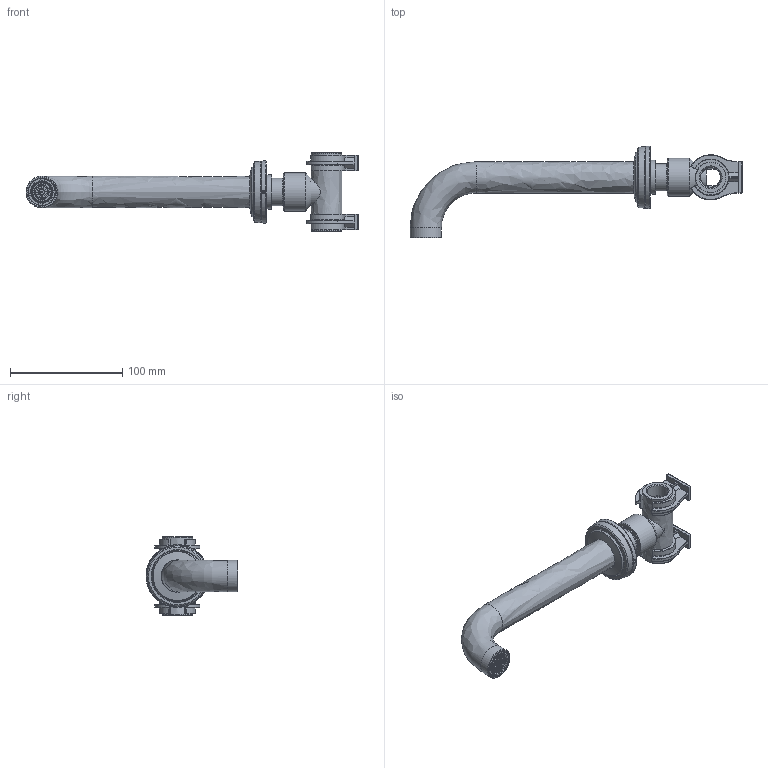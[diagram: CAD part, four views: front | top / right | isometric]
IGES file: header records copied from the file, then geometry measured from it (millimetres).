
Global section: file name: T1146; native system: Autodesk Inventor 2024; preprocessor: unknown; author: aprice; date: 20241104.104559; units: millimetre
Bounding box: 295.91 x 81.95 x 70 mm (x, y, z)
Volume: 141936.4 mm3; surface area: 95467.8 mm2
Topology: 13 solids, 16 shells, 1375 faces, 3821 edges, 2422 vertices
Faces by surface type: bspline 1375
